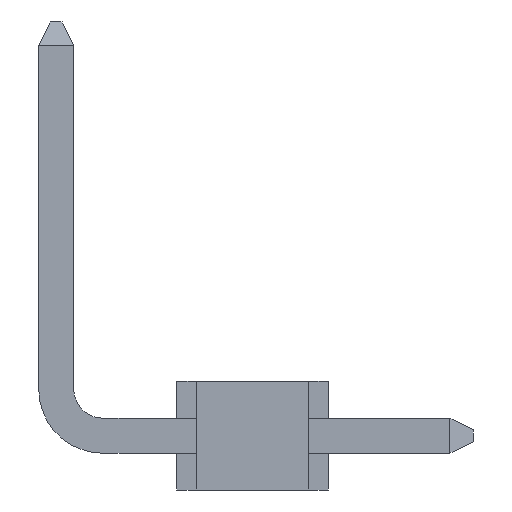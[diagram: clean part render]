
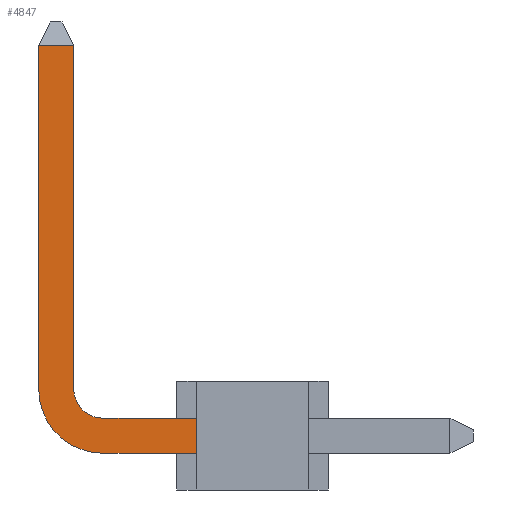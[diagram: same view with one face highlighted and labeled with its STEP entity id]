
A CAD part, left-side view. The second image highlights one B-rep face of the part: STEP entity #4847.
In plain terms, the highlighted planar face has unit normal (-1, 0, 0).
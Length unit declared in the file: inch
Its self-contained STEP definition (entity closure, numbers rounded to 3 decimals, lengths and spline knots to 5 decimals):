
#25=DIRECTION('',(0.,0.,-1.));
#26=VECTOR('',#25,0.03);
#27=CARTESIAN_POINT('',(-0.265,0.048,0.015));
#28=LINE('',#27,#26);
#1621=DIRECTION('',(0.,1.,0.));
#1622=VECTOR('',#1621,0.03);
#1623=CARTESIAN_POINT('',(-0.265,0.153,0.334));
#1624=LINE('',#1623,#1622);
#1625=DIRECTION('',(0.,0.,-1.));
#1626=VECTOR('',#1625,0.294);
#1627=CARTESIAN_POINT('',(-0.265,0.153,0.334));
#1628=LINE('',#1627,#1626);
#1629=CARTESIAN_POINT('',(-0.265,0.128,0.04));
#1630=DIRECTION('',(-1.,0.,0.));
#1631=DIRECTION('',(0.,1.,0.));
#1632=AXIS2_PLACEMENT_3D('',#1629,#1630,#1631);
#1634=DIRECTION('',(0.,-1.,0.));
#1635=VECTOR('',#1634,0.08);
#1636=CARTESIAN_POINT('',(-0.265,0.128,0.015));
#1637=LINE('',#1636,#1635);
#1638=DIRECTION('',(0.,1.,0.));
#1639=VECTOR('',#1638,0.08);
#1640=CARTESIAN_POINT('',(-0.265,0.048,-0.015));
#1641=LINE('',#1640,#1639);
#1642=CARTESIAN_POINT('',(-0.265,0.128,0.04));
#1643=DIRECTION('',(1.,0.,0.));
#1644=DIRECTION('',(0.,0.,-1.));
#1645=AXIS2_PLACEMENT_3D('',#1642,#1643,#1644);
#1647=DIRECTION('',(0.,0.,1.));
#1648=VECTOR('',#1647,0.294);
#1649=CARTESIAN_POINT('',(-0.265,0.183,0.04));
#1650=LINE('',#1649,#1648);
#2265=CARTESIAN_POINT('',(-0.265,0.128,-0.015));
#2266=CARTESIAN_POINT('',(-0.265,0.183,0.04));
#2267=VERTEX_POINT('',#2265);
#2268=VERTEX_POINT('',#2266);
#2269=CARTESIAN_POINT('',(-0.265,0.153,0.04));
#2270=CARTESIAN_POINT('',(-0.265,0.128,0.015));
#2271=VERTEX_POINT('',#2269);
#2272=VERTEX_POINT('',#2270);
#2281=CARTESIAN_POINT('',(-0.265,0.048,0.015));
#2282=CARTESIAN_POINT('',(-0.265,0.048,-0.015));
#2283=VERTEX_POINT('',#2281);
#2284=VERTEX_POINT('',#2282);
#2330=CARTESIAN_POINT('',(-0.265,0.153,0.334));
#2332=VERTEX_POINT('',#2330);
#2341=CARTESIAN_POINT('',(-0.265,0.183,0.334));
#2342=VERTEX_POINT('',#2341);
#4825=CARTESIAN_POINT('',(-0.265,0.,0.));
#4826=DIRECTION('',(1.,0.,0.));
#4827=DIRECTION('',(0.,0.,-1.));
#4828=AXIS2_PLACEMENT_3D('',#4825,#4826,#4827);
#4829=PLANE('',#4828);
#4831=ORIENTED_EDGE('',*,*,#4830,.F.);
#4833=ORIENTED_EDGE('',*,*,#4832,.T.);
#4835=ORIENTED_EDGE('',*,*,#4834,.T.);
#4837=ORIENTED_EDGE('',*,*,#4836,.T.);
#4838=ORIENTED_EDGE('',*,*,#2391,.T.);
#4840=ORIENTED_EDGE('',*,*,#4839,.T.);
#4842=ORIENTED_EDGE('',*,*,#4841,.T.);
#4844=ORIENTED_EDGE('',*,*,#4843,.T.);
#4845=EDGE_LOOP('',(#4831,#4833,#4835,#4837,#4838,#4840,#4842,#4844));
#4846=FACE_OUTER_BOUND('',#4845,.F.);
#4847=ADVANCED_FACE('',(#4846),#4829,.F.);
#1633=CIRCLE('',#1632,0.025);
#1646=CIRCLE('',#1645,0.055);
#2391=EDGE_CURVE('',#2283,#2284,#28,.T.);
#4830=EDGE_CURVE('',#2332,#2342,#1624,.T.);
#4832=EDGE_CURVE('',#2332,#2271,#1628,.T.);
#4834=EDGE_CURVE('',#2271,#2272,#1633,.T.);
#4836=EDGE_CURVE('',#2272,#2283,#1637,.T.);
#4839=EDGE_CURVE('',#2284,#2267,#1641,.T.);
#4841=EDGE_CURVE('',#2267,#2268,#1646,.T.);
#4843=EDGE_CURVE('',#2268,#2342,#1650,.T.);
